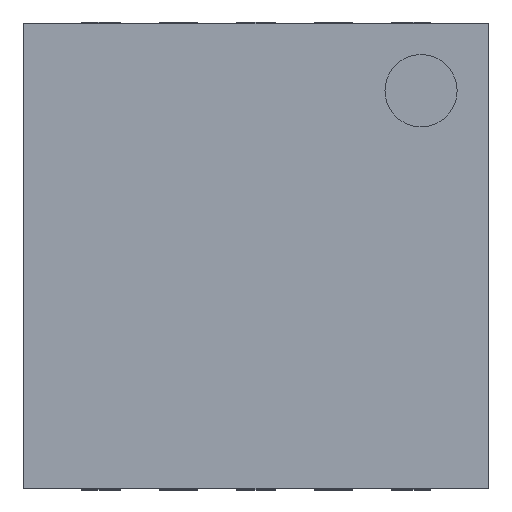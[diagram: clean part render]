
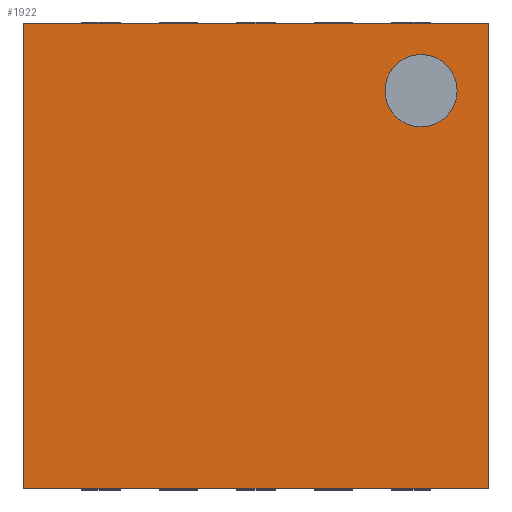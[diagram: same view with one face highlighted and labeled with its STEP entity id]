
A CAD part, top view. The second image highlights one B-rep face of the part: STEP entity #1922.
In plain terms, the highlighted planar face has unit normal (0, 0, 1).
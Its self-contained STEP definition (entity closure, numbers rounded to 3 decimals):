
#47 = DIRECTION ( 'NONE',  ( 0., 1., 0. ) ) ;
#119 = CARTESIAN_POINT ( 'NONE',  ( -1.5, -1.5, 0.8 ) ) ;
#220 = EDGE_CURVE ( 'NONE', #5541, #2888, #2714, .T. ) ;
#505 = ORIENTED_EDGE ( 'NONE', *, *, #220, .F. ) ;
#550 = AXIS2_PLACEMENT_3D ( 'NONE', #3826, #5627, #1211 ) ;
#613 = LINE ( 'NONE', #4453, #3545 ) ;
#919 = CARTESIAN_POINT ( 'NONE',  ( -1.5, -1.5, 0.8 ) ) ;
#969 = DIRECTION ( 'NONE',  ( 1., 0., 0. ) ) ;
#1211 = DIRECTION ( 'NONE',  ( -1., 0., 0. ) ) ;
#1228 = AXIS2_PLACEMENT_3D ( 'NONE', #2293, #5385, #969 ) ;
#1241 = EDGE_CURVE ( 'NONE', #2220, #2398, #1724, .T. ) ;
#1493 = CARTESIAN_POINT ( 'NONE',  ( -1.5, -1.5, 0.8 ) ) ;
#1610 = VECTOR ( 'NONE', #3881, 1000. ) ;
#1678 = ORIENTED_EDGE ( 'NONE', *, *, #4689, .F. ) ;
#1724 = LINE ( 'NONE', #1493, #4381 ) ;
#1801 = DIRECTION ( 'NONE',  ( 0., -1., 0. ) ) ;
#1870 = EDGE_LOOP ( 'NONE', ( #2358, #2658, #2226, #5105 ) ) ;
#1901 = CARTESIAN_POINT ( 'NONE',  ( -1.5, 1.5, 0.8 ) ) ;
#1922 = ADVANCED_FACE ( 'NONE', ( #4212, #5178 ), #4261, .F. ) ;
#2102 = CARTESIAN_POINT ( 'NONE',  ( -1.5, 1.5, 0.8 ) ) ;
#2140 = EDGE_CURVE ( 'NONE', #4739, #2220, #5349, .T. ) ;
#2220 = VERTEX_POINT ( 'NONE', #119 ) ;
#2226 = ORIENTED_EDGE ( 'NONE', *, *, #2140, .T. ) ;
#2293 = CARTESIAN_POINT ( 'NONE',  ( 1.065, 1.065, 0.8 ) ) ;
#2311 = CARTESIAN_POINT ( 'NONE',  ( 1.5, 1.5, 0.8 ) ) ;
#2358 = ORIENTED_EDGE ( 'NONE', *, *, #4680, .T. ) ;
#2398 = VERTEX_POINT ( 'NONE', #5560 ) ;
#2658 = ORIENTED_EDGE ( 'NONE', *, *, #5729, .T. ) ;
#2714 = CIRCLE ( 'NONE', #1228, 0.233 ) ;
#2888 = VERTEX_POINT ( 'NONE', #5445 ) ;
#2927 = CIRCLE ( 'NONE', #4855, 0.233 ) ;
#3545 = VECTOR ( 'NONE', #47, 1000. ) ;
#3706 = DIRECTION ( 'NONE',  ( 1., 0., 0. ) ) ;
#3707 = DIRECTION ( 'NONE',  ( 0., 0., 1. ) ) ;
#3789 = CARTESIAN_POINT ( 'NONE',  ( 1.298, 1.065, 0.8 ) ) ;
#3826 = CARTESIAN_POINT ( 'NONE',  ( 0., 0., 0.8 ) ) ;
#3881 = DIRECTION ( 'NONE',  ( -1., 0., 0. ) ) ;
#4184 = VECTOR ( 'NONE', #1801, 1000. ) ;
#4212 = FACE_BOUND ( 'NONE', #4997, .T. ) ;
#4261 = PLANE ( 'NONE',  #550 ) ;
#4381 = VECTOR ( 'NONE', #3706, 1000. ) ;
#4453 = CARTESIAN_POINT ( 'NONE',  ( 1.5, -1.5, 0.8 ) ) ;
#4629 = LINE ( 'NONE', #2102, #1610 ) ;
#4635 = DIRECTION ( 'NONE',  ( 1., 0., 0. ) ) ;
#4680 = EDGE_CURVE ( 'NONE', #2398, #5281, #613, .T. ) ;
#4689 = EDGE_CURVE ( 'NONE', #2888, #5541, #2927, .T. ) ;
#4739 = VERTEX_POINT ( 'NONE', #1901 ) ;
#4855 = AXIS2_PLACEMENT_3D ( 'NONE', #5044, #3707, #4635 ) ;
#4997 = EDGE_LOOP ( 'NONE', ( #505, #1678 ) ) ;
#5044 = CARTESIAN_POINT ( 'NONE',  ( 1.065, 1.065, 0.8 ) ) ;
#5105 = ORIENTED_EDGE ( 'NONE', *, *, #1241, .T. ) ;
#5178 = FACE_OUTER_BOUND ( 'NONE', #1870, .T. ) ;
#5281 = VERTEX_POINT ( 'NONE', #2311 ) ;
#5349 = LINE ( 'NONE', #919, #4184 ) ;
#5385 = DIRECTION ( 'NONE',  ( 0., 0., 1. ) ) ;
#5445 = CARTESIAN_POINT ( 'NONE',  ( 0.832, 1.065, 0.8 ) ) ;
#5541 = VERTEX_POINT ( 'NONE', #3789 ) ;
#5560 = CARTESIAN_POINT ( 'NONE',  ( 1.5, -1.5, 0.8 ) ) ;
#5627 = DIRECTION ( 'NONE',  ( 0., 0., -1. ) ) ;
#5729 = EDGE_CURVE ( 'NONE', #5281, #4739, #4629, .T. ) ;
